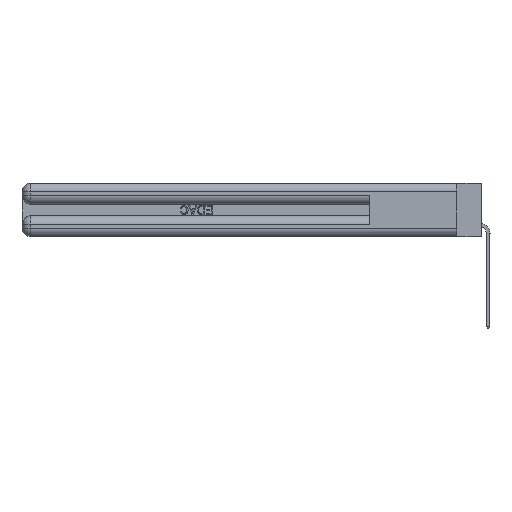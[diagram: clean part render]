
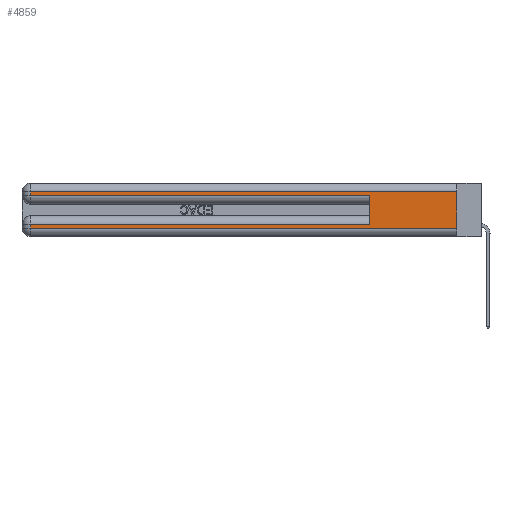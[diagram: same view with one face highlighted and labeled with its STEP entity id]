
A CAD part, left-side view. The second image highlights one B-rep face of the part: STEP entity #4859.
In plain terms, the highlighted planar face has unit normal (-1, 0, 0).
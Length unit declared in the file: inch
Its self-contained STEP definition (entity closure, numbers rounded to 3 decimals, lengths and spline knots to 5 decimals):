
#202 = FACE_OUTER_BOUND ( 'NONE', #30710, .T. ) ;
#1438 = VECTOR ( 'NONE', #10440, 39.37008 ) ;
#1660 = DIRECTION ( 'NONE',  ( 0., 0., 1. ) ) ;
#3245 = VECTOR ( 'NONE', #33276, 39.37008 ) ;
#3533 = VERTEX_POINT ( 'NONE', #32614 ) ;
#4010 = ORIENTED_EDGE ( 'NONE', *, *, #42031, .T. ) ;
#4331 = CARTESIAN_POINT ( 'NONE',  ( 0., 0., 0.31 ) ) ;
#4859 = ADVANCED_FACE ( 'NONE', ( #202 ), #8791, .F. ) ;
#6860 = DIRECTION ( 'NONE',  ( 0., -1., 0. ) ) ;
#7168 = EDGE_CURVE ( 'NONE', #39983, #8325, #39568, .T. ) ;
#7613 = LINE ( 'NONE', #31035, #8201 ) ;
#7710 = CARTESIAN_POINT ( 'NONE',  ( 0., 2.94, 0.37 ) ) ;
#7730 = EDGE_CURVE ( 'NONE', #39983, #24194, #46920, .T. ) ;
#7822 = ORIENTED_EDGE ( 'NONE', *, *, #33690, .F. ) ;
#8201 = VECTOR ( 'NONE', #20174, 39.37008 ) ;
#8220 = CARTESIAN_POINT ( 'NONE',  ( 0., 0.6, 0.085 ) ) ;
#8325 = VERTEX_POINT ( 'NONE', #28439 ) ;
#8460 = LINE ( 'NONE', #7710, #3245 ) ;
#8791 = PLANE ( 'NONE',  #26235 ) ;
#9054 = DIRECTION ( 'NONE',  ( 0., 0., -1. ) ) ;
#10440 = DIRECTION ( 'NONE',  ( 0., 0., -1. ) ) ;
#10773 = ORIENTED_EDGE ( 'NONE', *, *, #7168, .T. ) ;
#11214 = LINE ( 'NONE', #46914, #1438 ) ;
#13388 = CARTESIAN_POINT ( 'NONE',  ( 0., 2.94, 0.06 ) ) ;
#13463 = DIRECTION ( 'NONE',  ( 0., 0., -1. ) ) ;
#14134 = EDGE_CURVE ( 'NONE', #18823, #24194, #7613, .T. ) ;
#14691 = ORIENTED_EDGE ( 'NONE', *, *, #46148, .T. ) ;
#14799 = VERTEX_POINT ( 'NONE', #17474 ) ;
#15058 = VERTEX_POINT ( 'NONE', #18159 ) ;
#16588 = ORIENTED_EDGE ( 'NONE', *, *, #7730, .F. ) ;
#17474 = CARTESIAN_POINT ( 'NONE',  ( 0., 0.6, 0.285 ) ) ;
#17485 = ORIENTED_EDGE ( 'NONE', *, *, #41076, .T. ) ;
#18159 = CARTESIAN_POINT ( 'NONE',  ( 0., 2.94, 0.085 ) ) ;
#18492 = VERTEX_POINT ( 'NONE', #8220 ) ;
#18823 = VERTEX_POINT ( 'NONE', #13388 ) ;
#19575 = VECTOR ( 'NONE', #19601, 39.37008 ) ;
#19601 = DIRECTION ( 'NONE',  ( 0., 1., 0. ) ) ;
#20174 = DIRECTION ( 'NONE',  ( 0., -1., 0. ) ) ;
#21266 = CARTESIAN_POINT ( 'NONE',  ( 0., 0., 0.285 ) ) ;
#24018 = VECTOR ( 'NONE', #6860, 39.37008 ) ;
#24194 = VERTEX_POINT ( 'NONE', #39953 ) ;
#24761 = VECTOR ( 'NONE', #30496, 39.37008 ) ;
#26235 = AXIS2_PLACEMENT_3D ( 'NONE', #28320, #28473, #13463 ) ;
#28320 = CARTESIAN_POINT ( 'NONE',  ( 0., 0., 0.37 ) ) ;
#28439 = CARTESIAN_POINT ( 'NONE',  ( 0., 2.94, 0.31 ) ) ;
#28473 = DIRECTION ( 'NONE',  ( 1., 0., 0. ) ) ;
#29733 = LINE ( 'NONE', #21266, #24018 ) ;
#30496 = DIRECTION ( 'NONE',  ( 0., 1., 0. ) ) ;
#30710 = EDGE_LOOP ( 'NONE', ( #16588, #10773, #17485, #30743, #7822, #14691, #4010, #40085 ) ) ;
#30743 = ORIENTED_EDGE ( 'NONE', *, *, #35145, .T. ) ;
#30857 = CARTESIAN_POINT ( 'NONE',  ( 0., 0.6, 0.145 ) ) ;
#31035 = CARTESIAN_POINT ( 'NONE',  ( 0., 0., 0.06 ) ) ;
#32614 = CARTESIAN_POINT ( 'NONE',  ( 0., 2.94, 0.285 ) ) ;
#33276 = DIRECTION ( 'NONE',  ( 0., 0., -1. ) ) ;
#33690 = EDGE_CURVE ( 'NONE', #18492, #14799, #37233, .T. ) ;
#35145 = EDGE_CURVE ( 'NONE', #3533, #14799, #29733, .T. ) ;
#37168 = VECTOR ( 'NONE', #9054, 39.37008 ) ;
#37233 = LINE ( 'NONE', #30857, #44699 ) ;
#38194 = CARTESIAN_POINT ( 'NONE',  ( 0., 0., 0.37 ) ) ;
#38335 = CARTESIAN_POINT ( 'NONE',  ( 0., 0., 0.085 ) ) ;
#39568 = LINE ( 'NONE', #4331, #19575 ) ;
#39953 = CARTESIAN_POINT ( 'NONE',  ( 0., 0., 0.06 ) ) ;
#39983 = VERTEX_POINT ( 'NONE', #42051 ) ;
#40085 = ORIENTED_EDGE ( 'NONE', *, *, #14134, .T. ) ;
#41076 = EDGE_CURVE ( 'NONE', #8325, #3533, #8460, .T. ) ;
#41322 = LINE ( 'NONE', #38335, #24761 ) ;
#42031 = EDGE_CURVE ( 'NONE', #15058, #18823, #11214, .T. ) ;
#42051 = CARTESIAN_POINT ( 'NONE',  ( 0., 0., 0.31 ) ) ;
#44699 = VECTOR ( 'NONE', #1660, 39.37008 ) ;
#46148 = EDGE_CURVE ( 'NONE', #18492, #15058, #41322, .T. ) ;
#46914 = CARTESIAN_POINT ( 'NONE',  ( 0., 2.94, 0.37 ) ) ;
#46920 = LINE ( 'NONE', #38194, #37168 ) ;
